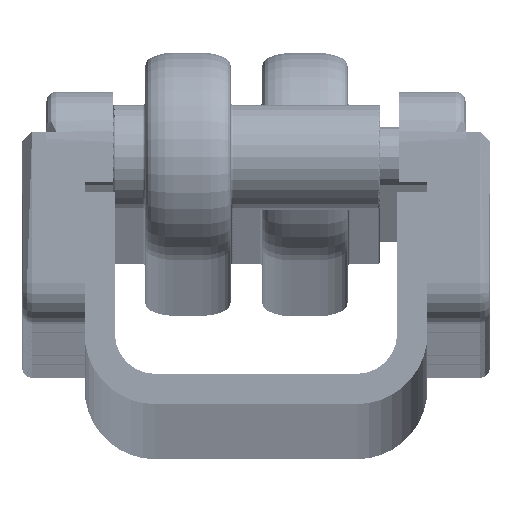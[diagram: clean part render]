
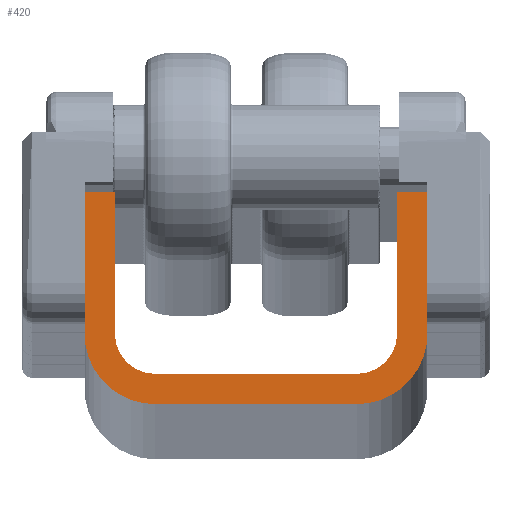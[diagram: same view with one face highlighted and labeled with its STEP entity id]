
A CAD part, top view. The second image highlights one B-rep face of the part: STEP entity #420.
In plain terms, the highlighted planar face has unit normal (0, 0, 1).
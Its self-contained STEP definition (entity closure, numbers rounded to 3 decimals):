
#101=DIRECTION('',(0.,-1.,0.));
#102=VECTOR('',#101,14.);
#103=CARTESIAN_POINT('',(-17.,21.,1564.5));
#104=LINE('',#103,#102);
#105=DIRECTION('',(-1.,0.,0.));
#106=VECTOR('',#105,3.);
#107=CARTESIAN_POINT('',(-14.,21.,1564.5));
#108=LINE('',#107,#106);
#109=DIRECTION('',(0.,1.,0.));
#110=VECTOR('',#109,14.);
#111=CARTESIAN_POINT('',(-14.,7.,1564.5));
#112=LINE('',#111,#110);
#113=CARTESIAN_POINT('',(-10.,7.,1564.5));
#114=DIRECTION('',(0.,0.,-1.));
#115=DIRECTION('',(0.,-1.,0.));
#116=AXIS2_PLACEMENT_3D('',#113,#114,#115);
#118=DIRECTION('',(-1.,0.,0.));
#119=VECTOR('',#118,20.);
#120=CARTESIAN_POINT('',(10.,3.,1564.5));
#121=LINE('',#120,#119);
#122=CARTESIAN_POINT('',(10.,7.,1564.5));
#123=DIRECTION('',(0.,0.,-1.));
#124=DIRECTION('',(1.,0.,0.));
#125=AXIS2_PLACEMENT_3D('',#122,#123,#124);
#127=DIRECTION('',(0.,-1.,0.));
#128=VECTOR('',#127,14.);
#129=CARTESIAN_POINT('',(14.,21.,1564.5));
#130=LINE('',#129,#128);
#131=DIRECTION('',(-1.,0.,0.));
#132=VECTOR('',#131,3.);
#133=CARTESIAN_POINT('',(17.,21.,1564.5));
#134=LINE('',#133,#132);
#135=DIRECTION('',(0.,1.,0.));
#136=VECTOR('',#135,14.);
#137=CARTESIAN_POINT('',(17.,7.,1564.5));
#138=LINE('',#137,#136);
#139=CARTESIAN_POINT('',(10.,7.,1564.5));
#140=DIRECTION('',(0.,0.,1.));
#141=DIRECTION('',(0.,-1.,0.));
#142=AXIS2_PLACEMENT_3D('',#139,#140,#141);
#144=DIRECTION('',(1.,0.,0.));
#145=VECTOR('',#144,20.);
#146=CARTESIAN_POINT('',(-10.,0.,1564.5));
#147=LINE('',#146,#145);
#148=CARTESIAN_POINT('',(-10.,7.,1564.5));
#149=DIRECTION('',(0.,0.,1.));
#150=DIRECTION('',(-1.,0.,0.));
#151=AXIS2_PLACEMENT_3D('',#148,#149,#150);
#177=CARTESIAN_POINT('',(-17.,21.,1564.5));
#178=CARTESIAN_POINT('',(-17.,7.,1564.5));
#179=VERTEX_POINT('',#177);
#180=VERTEX_POINT('',#178);
#181=CARTESIAN_POINT('',(-10.,0.,1564.5));
#182=VERTEX_POINT('',#181);
#183=CARTESIAN_POINT('',(10.,0.,1564.5));
#184=VERTEX_POINT('',#183);
#185=CARTESIAN_POINT('',(17.,7.,1564.5));
#186=VERTEX_POINT('',#185);
#187=CARTESIAN_POINT('',(17.,21.,1564.5));
#188=VERTEX_POINT('',#187);
#189=CARTESIAN_POINT('',(14.,21.,1564.5));
#190=VERTEX_POINT('',#189);
#191=CARTESIAN_POINT('',(14.,7.,1564.5));
#192=VERTEX_POINT('',#191);
#193=CARTESIAN_POINT('',(10.,3.,1564.5));
#194=VERTEX_POINT('',#193);
#195=CARTESIAN_POINT('',(-10.,3.,1564.5));
#196=VERTEX_POINT('',#195);
#197=CARTESIAN_POINT('',(-14.,7.,1564.5));
#198=VERTEX_POINT('',#197);
#199=CARTESIAN_POINT('',(-14.,21.,1564.5));
#200=VERTEX_POINT('',#199);
#401=CARTESIAN_POINT('',(0.,0.,1564.5));
#402=DIRECTION('',(0.,0.,1.));
#403=DIRECTION('',(1.,0.,0.));
#404=AXIS2_PLACEMENT_3D('',#401,#402,#403);
#405=PLANE('',#404);
#406=ORIENTED_EDGE('',*,*,#241,.F.);
#407=ORIENTED_EDGE('',*,*,#256,.F.);
#408=ORIENTED_EDGE('',*,*,#270,.F.);
#409=ORIENTED_EDGE('',*,*,#284,.F.);
#410=ORIENTED_EDGE('',*,*,#298,.F.);
#411=ORIENTED_EDGE('',*,*,#312,.F.);
#412=ORIENTED_EDGE('',*,*,#326,.F.);
#413=ORIENTED_EDGE('',*,*,#340,.F.);
#414=ORIENTED_EDGE('',*,*,#354,.F.);
#415=ORIENTED_EDGE('',*,*,#368,.F.);
#416=ORIENTED_EDGE('',*,*,#382,.F.);
#417=ORIENTED_EDGE('',*,*,#395,.F.);
#418=EDGE_LOOP('',(#406,#407,#408,#409,#410,#411,#412,#413,#414,#415,#416,
#417));
#419=FACE_OUTER_BOUND('',#418,.F.);
#420=ADVANCED_FACE('',(#419),#405,.T.);
#117=CIRCLE('',#116,4.);
#126=CIRCLE('',#125,4.);
#143=CIRCLE('',#142,7.);
#152=CIRCLE('',#151,7.);
#241=EDGE_CURVE('',#179,#180,#104,.T.);
#256=EDGE_CURVE('',#200,#179,#108,.T.);
#270=EDGE_CURVE('',#198,#200,#112,.T.);
#284=EDGE_CURVE('',#196,#198,#117,.T.);
#298=EDGE_CURVE('',#194,#196,#121,.T.);
#312=EDGE_CURVE('',#192,#194,#126,.T.);
#326=EDGE_CURVE('',#190,#192,#130,.T.);
#340=EDGE_CURVE('',#188,#190,#134,.T.);
#354=EDGE_CURVE('',#186,#188,#138,.T.);
#368=EDGE_CURVE('',#184,#186,#143,.T.);
#382=EDGE_CURVE('',#182,#184,#147,.T.);
#395=EDGE_CURVE('',#180,#182,#152,.T.);
